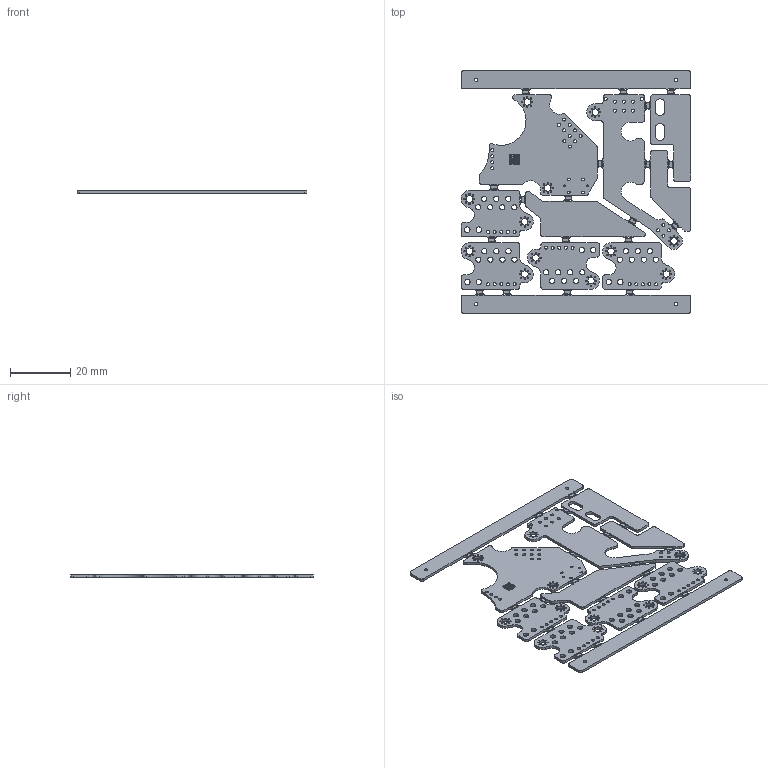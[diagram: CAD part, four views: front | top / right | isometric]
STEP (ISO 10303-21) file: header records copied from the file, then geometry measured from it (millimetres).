
FILE_DESCRIPTION(('KiCad electronic assembly'),'2;1');
FILE_NAME('Vortac_Panel_TestPanel.step','2025-05-25T12:30:20',('Pcbnew') ,('Kicad'),'Open CASCADE STEP processor 7.8','KiCad to STEP converter' ,'Unknown');
FILE_SCHEMA(('AUTOMOTIVE_DESIGN { 1 0 10303 214 1 1 1 1 }'));
Length unit declared in the file: millimetre
Products named in the file (2): Vortac_Panel_TestPanel 1; Vortac_Panel_PCB
Assembly tree (1 placements, depth 2):
  Vortac_Panel_TestPanel 1
    Vortac_Panel_PCB
Bounding box: 76.39 x 80.56 x 0.91 mm (x, y, z)
Volume: 3786.5 mm3; surface area: 10122.6 mm2
Topology: 1 solids, 1 shells, 635 faces, 1899 edges, 1266 vertices
Faces by surface type: cylinder 490, plane 145
Full cylindrical faces by diameter (mm): 0.3 x36, 0.4 x96, 0.5 x114, 0.6 x2, 1 x46, 1.152 x4, 1.75 x28, 1.8 x8, 2.2 x12
Entity records: 23374 total; most frequent: DIRECTION 4153, CARTESIAN_POINT 3802, ORIENTED_EDGE 3798, EDGE_CURVE 1899, AXIS2_PLACEMENT_3D 1617, FACE_BOUND 1357, EDGE_LOOP 1357, VERTEX_POINT 1266
